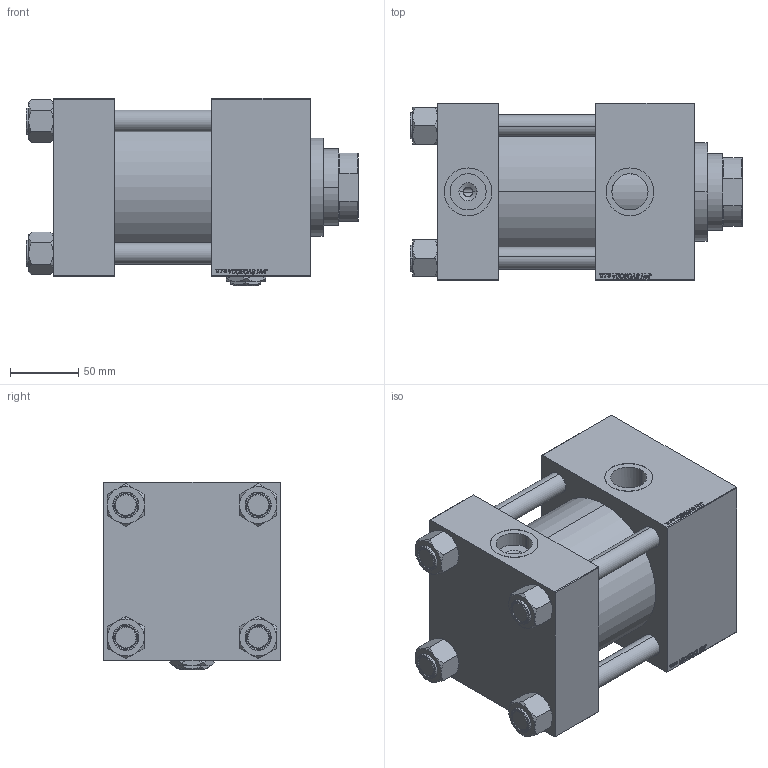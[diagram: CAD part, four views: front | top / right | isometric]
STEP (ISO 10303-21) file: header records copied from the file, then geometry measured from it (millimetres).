
FILE_DESCRIPTION (( 'STEP AP203' ), '1' );
FILE_NAME ('e2c7.STEP', '2023-08-26T15:15:48', ( '' ), ( '' ), 'SwSTEP 2.0', 'SolidWorks 2019', '' );
FILE_SCHEMA (( 'CONFIG_CONTROL_DESIGN' ));
Length unit declared in the file: millimetre
Products named in the file (7): V215CR_C_TYCINKA 32db8e3d6759d3203412d203e5da1caa; NUT_M5_C 32db8e3d6759d3203412d203e5da1caa; V215CR_C_Body 32db8e3d6759d3203412d203e5da1caa; V215CR_VCP_C 32db8e3d6759d3203412d203e5da1caa; Zatka_pro_OIL_PORT 32db8e3d6759d3203412d203e5da1caa; e2c7; V215_VC_A 32db8e3d6759d3203412d203e5da1caa
Assembly tree (12 placements, depth 2):
  e2c7
    V215CR_C_Body 32db8e3d6759d3203412d203e5da1caa
    V215CR_VCP_C 32db8e3d6759d3203412d203e5da1caa
    NUT_M5_C 32db8e3d6759d3203412d203e5da1caa  x4
    V215CR_C_TYCINKA 32db8e3d6759d3203412d203e5da1caa  x4
    V215_VC_A 32db8e3d6759d3203412d203e5da1caa
    Zatka_pro_OIL_PORT 32db8e3d6759d3203412d203e5da1caa
Bounding box: 243 x 130 x 137 mm (x, y, z)
Volume: 2464376.9 mm3; surface area: 336624.4 mm2
Topology: 12 solids, 12 shells, 1243 faces, 3143 edges, 2043 vertices
Faces by surface type: plane 597, bspline 392, cone 156, cylinder 90, torus 8
Entity records: 52478 total; most frequent: CARTESIAN_POINT 27869, ORIENTED_EDGE 5550, DIRECTION 3573, EDGE_CURVE 2775, VERTEX_POINT 1821, VECTOR 1647, LINE 1647, EDGE_LOOP 1220
